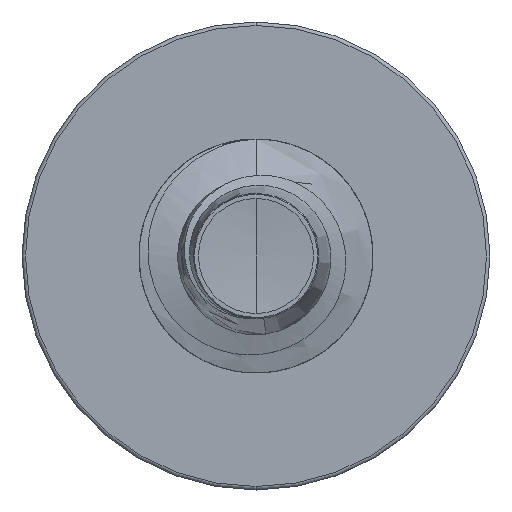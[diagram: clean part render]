
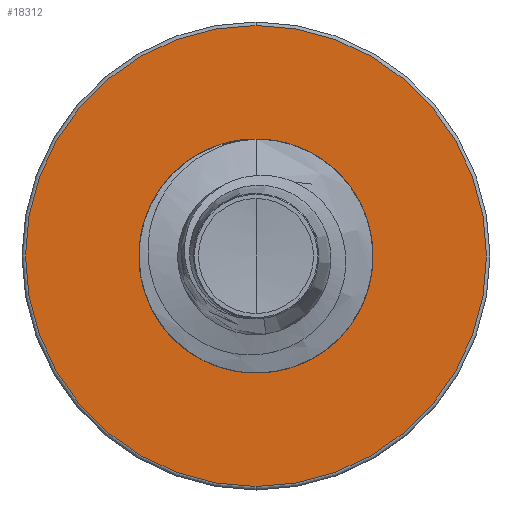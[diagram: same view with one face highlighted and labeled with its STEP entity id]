
A CAD part, front view. The second image highlights one B-rep face of the part: STEP entity #18312.
In plain terms, the highlighted planar face has unit normal (0, -1, 0).
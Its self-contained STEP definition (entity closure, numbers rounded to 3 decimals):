
#153 = DIRECTION ( 'NONE',  ( 0., 0., 1. ) ) ;
#624 = DIRECTION ( 'NONE',  ( 0., 0., 1. ) ) ;
#664 = DIRECTION ( 'NONE',  ( 0., 1., 0. ) ) ;
#672 = CARTESIAN_POINT ( 'NONE',  ( 0., 32.5, 0. ) ) ;
#1427 = CARTESIAN_POINT ( 'NONE',  ( 0., 32.5, 2.842 ) ) ;
#1493 = AXIS2_PLACEMENT_3D ( 'NONE', #9221, #3440, #21105 ) ;
#1609 = CARTESIAN_POINT ( 'NONE',  ( 0., 32.5, 0. ) ) ;
#2896 = VERTEX_POINT ( 'NONE', #3643 ) ;
#3440 = DIRECTION ( 'NONE',  ( 0., 1., 0. ) ) ;
#3474 = ORIENTED_EDGE ( 'NONE', *, *, #3686, .F. ) ;
#3643 = CARTESIAN_POINT ( 'NONE',  ( 0., 32.5, -5.91 ) ) ;
#3686 = EDGE_CURVE ( 'NONE', #2896, #10225, #22213, .T. ) ;
#4706 = DIRECTION ( 'NONE',  ( 0., 0., 1. ) ) ;
#4931 = CIRCLE ( 'NONE', #5841, 2.842 ) ;
#5841 = AXIS2_PLACEMENT_3D ( 'NONE', #1609, #19870, #4706 ) ;
#6061 = CARTESIAN_POINT ( 'NONE',  ( 0., 32.5, 5.91 ) ) ;
#8617 = DIRECTION ( 'NONE',  ( 0., 0., 1. ) ) ;
#8661 = DIRECTION ( 'NONE',  ( 0., 1., 0. ) ) ;
#8867 = CARTESIAN_POINT ( 'NONE',  ( 0., 32.5, 0. ) ) ;
#9190 = ORIENTED_EDGE ( 'NONE', *, *, #16738, .F. ) ;
#9221 = CARTESIAN_POINT ( 'NONE',  ( 0., 32.5, -2.842 ) ) ;
#10225 = VERTEX_POINT ( 'NONE', #6061 ) ;
#11070 = ORIENTED_EDGE ( 'NONE', *, *, #24264, .T. ) ;
#12841 = FACE_OUTER_BOUND ( 'NONE', #24950, .T. ) ;
#16693 = DIRECTION ( 'NONE',  ( 0., 1., 0. ) ) ;
#16738 = EDGE_CURVE ( 'NONE', #10225, #2896, #27663, .T. ) ;
#18312 = ADVANCED_FACE ( 'NONE', ( #12841, #19026 ), #27848, .F. ) ;
#18852 = AXIS2_PLACEMENT_3D ( 'NONE', #8867, #8661, #8617 ) ;
#19026 = FACE_BOUND ( 'NONE', #24361, .T. ) ;
#19870 = DIRECTION ( 'NONE',  ( 0., 1., 0. ) ) ;
#20478 = AXIS2_PLACEMENT_3D ( 'NONE', #27774, #16693, #153 ) ;
#21105 = DIRECTION ( 'NONE',  ( 0., 0., 1. ) ) ;
#21227 = ORIENTED_EDGE ( 'NONE', *, *, #28187, .T. ) ;
#21461 = VERTEX_POINT ( 'NONE', #28978 ) ;
#22213 = CIRCLE ( 'NONE', #29008, 5.91 ) ;
#22646 = VERTEX_POINT ( 'NONE', #1427 ) ;
#24264 = EDGE_CURVE ( 'NONE', #21461, #22646, #4931, .T. ) ;
#24361 = EDGE_LOOP ( 'NONE', ( #21227, #11070 ) ) ;
#24950 = EDGE_LOOP ( 'NONE', ( #9190, #3474 ) ) ;
#27663 = CIRCLE ( 'NONE', #18852, 5.91 ) ;
#27774 = CARTESIAN_POINT ( 'NONE',  ( 0., 32.5, 0. ) ) ;
#27848 = PLANE ( 'NONE',  #1493 ) ;
#28187 = EDGE_CURVE ( 'NONE', #22646, #21461, #28282, .T. ) ;
#28282 = CIRCLE ( 'NONE', #20478, 2.842 ) ;
#28978 = CARTESIAN_POINT ( 'NONE',  ( 0., 32.5, -2.842 ) ) ;
#29008 = AXIS2_PLACEMENT_3D ( 'NONE', #672, #664, #624 ) ;
